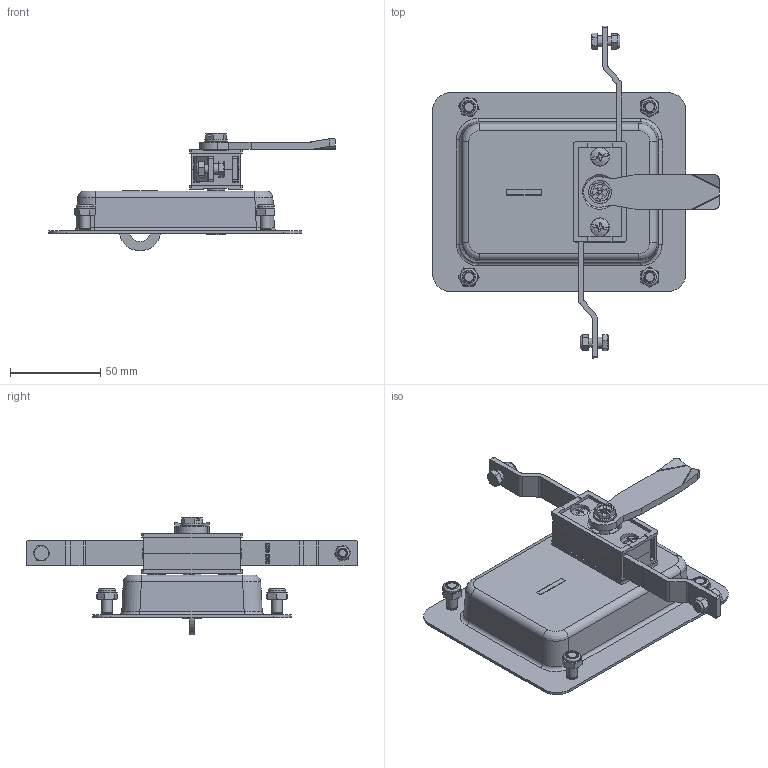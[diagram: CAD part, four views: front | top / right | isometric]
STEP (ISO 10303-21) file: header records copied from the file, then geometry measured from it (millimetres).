
FILE_DESCRIPTION(('STEP AP203'),'1');
FILE_NAME('015.2.1.2.70.step','2015-05-08T14:20:20',(' '),(' '),'Spatial InterOp 3D',' ',' ');
FILE_SCHEMA(('CONFIG_CONTROL_DESIGN'));
Length unit declared in the file: millimetre
Products named in the file (39): 1; 2; 3; 4; 5; 6; 7; 8; 9; 10; 11; 12; 13; 14; 15; 16; 17; 18; 19; 20; 21; 22; 23; 24; 25; 26; 27; 28; 29; 30; 31; 32; 33; 34; 35; 36; 37; 38; 39
Bounding box: 158.5 x 183.5 x 65.1 mm (x, y, z)
Volume: 97523 mm3; surface area: 94772.8 mm2
Topology: 39 solids, 39 shells, 1769 faces, 4484 edges, 2803 vertices
Faces by surface type: plane 948, cylinder 447, cone 162, bspline 109, torus 64, extrusion 28, sphere 11
Full cylindrical faces by diameter (mm): 4.2 x8, 5 x12, 5.2 x6, 5.3 x2, 5.5 x4, 5.8 x4, 5.85 x1, 6 x15, 6.1 x2, 6.2 x1, 6.3 x1, 7 x2, 7.1 x8, 7.5 x2, 7.6 x2, 8 x4, 8.8 x2, 9.05 x1, 9.5 x4, 9.8 x3, 10 x9, 10.4 x4, 11 x1, 12.5 x1, 14.2 x2, 15.8 x1, 16 x1, 16.1 x2, 16.2 x1, 30 x1
Entity records: 62316 total; most frequent: CARTESIAN_POINT 19208, DIRECTION 8707, ORIENTED_EDGE 8440, EDGE_CURVE 4220, AXIS2_PLACEMENT_3D 3316, VERTEX_POINT 2755, EDGE_LOOP 2095, VECTOR 2075
